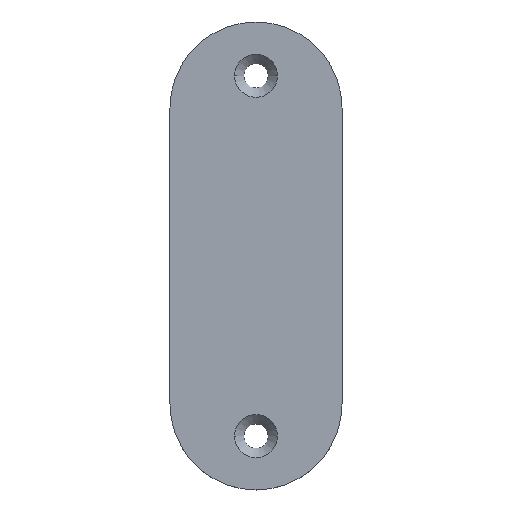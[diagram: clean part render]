
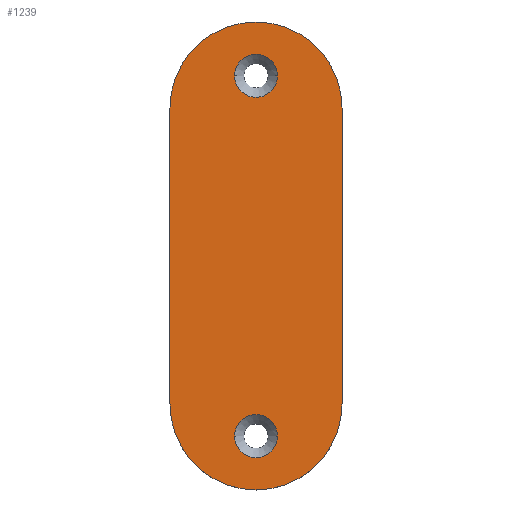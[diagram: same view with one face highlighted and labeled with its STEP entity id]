
A CAD part, top view. The second image highlights one B-rep face of the part: STEP entity #1239.
In plain terms, the highlighted planar face has unit normal (0, 0, 1).
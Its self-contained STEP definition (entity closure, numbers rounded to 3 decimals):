
#71 = DIRECTION ( 'NONE',  ( 1., 0., 0. ) ) ;
#96 = DIRECTION ( 'NONE',  ( 0., 1., 0. ) ) ;
#467 = AXIS2_PLACEMENT_3D ( 'NONE', #8721, #5484, #1323 ) ;
#527 = CARTESIAN_POINT ( 'NONE',  ( -16., -27.5, 6. ) ) ;
#553 = ORIENTED_EDGE ( 'NONE', *, *, #1621, .T. ) ;
#568 = DIRECTION ( 'NONE',  ( 1., 0., 0. ) ) ;
#623 = DIRECTION ( 'NONE',  ( 0., 0., -1. ) ) ;
#654 = VECTOR ( 'NONE', #96, 1000. ) ;
#696 = CARTESIAN_POINT ( 'NONE',  ( 16., -27.5, 6. ) ) ;
#725 = CARTESIAN_POINT ( 'NONE',  ( 0., 27.5, 6. ) ) ;
#954 = EDGE_LOOP ( 'NONE', ( #553, #8132 ) ) ;
#1053 = EDGE_CURVE ( 'NONE', #3787, #2385, #4429, .T. ) ;
#1172 = PLANE ( 'NONE',  #467 ) ;
#1239 = ADVANCED_FACE ( 'NONE', ( #4908, #3487, #8214 ), #1172, .T. ) ;
#1270 = CARTESIAN_POINT ( 'NONE',  ( 4., 33.5, 6. ) ) ;
#1323 = DIRECTION ( 'NONE',  ( 1., 0., 0. ) ) ;
#1349 = EDGE_CURVE ( 'NONE', #4611, #1505, #1990, .T. ) ;
#1505 = VERTEX_POINT ( 'NONE', #7253 ) ;
#1621 = EDGE_CURVE ( 'NONE', #5137, #2258, #2306, .T. ) ;
#1626 = DIRECTION ( 'NONE',  ( 1., 0., 0. ) ) ;
#1837 = DIRECTION ( 'NONE',  ( 0., 0., -1. ) ) ;
#1931 = ORIENTED_EDGE ( 'NONE', *, *, #3588, .T. ) ;
#1990 = CIRCLE ( 'NONE', #8305, 16. ) ;
#2050 = CIRCLE ( 'NONE', #6888, 16. ) ;
#2081 = CARTESIAN_POINT ( 'NONE',  ( 0., -33.5, 6. ) ) ;
#2087 = EDGE_CURVE ( 'NONE', #4685, #4611, #6281, .T. ) ;
#2169 = CARTESIAN_POINT ( 'NONE',  ( 0., -43.5, 6. ) ) ;
#2258 = VERTEX_POINT ( 'NONE', #8150 ) ;
#2306 = CIRCLE ( 'NONE', #3692, 4. ) ;
#2385 = VERTEX_POINT ( 'NONE', #696 ) ;
#2395 = AXIS2_PLACEMENT_3D ( 'NONE', #3507, #8309, #4196 ) ;
#2475 = LINE ( 'NONE', #2693, #654 ) ;
#2593 = CIRCLE ( 'NONE', #5632, 4. ) ;
#2673 = EDGE_CURVE ( 'NONE', #4712, #7614, #2593, .T. ) ;
#2693 = CARTESIAN_POINT ( 'NONE',  ( 16., 43.5, 6. ) ) ;
#2756 = ORIENTED_EDGE ( 'NONE', *, *, #1349, .T. ) ;
#2760 = VECTOR ( 'NONE', #4730, 1000. ) ;
#2808 = EDGE_CURVE ( 'NONE', #7614, #4712, #7521, .T. ) ;
#2896 = CARTESIAN_POINT ( 'NONE',  ( 4., -33.5, 6. ) ) ;
#2937 = ORIENTED_EDGE ( 'NONE', *, *, #2087, .T. ) ;
#2968 = AXIS2_PLACEMENT_3D ( 'NONE', #5404, #1837, #3953 ) ;
#2971 = CARTESIAN_POINT ( 'NONE',  ( 0., 27.5, 6. ) ) ;
#3444 = DIRECTION ( 'NONE',  ( 1., 0., 0. ) ) ;
#3487 = FACE_BOUND ( 'NONE', #954, .T. ) ;
#3507 = CARTESIAN_POINT ( 'NONE',  ( 0., -33.5, 6. ) ) ;
#3588 = EDGE_CURVE ( 'NONE', #5344, #3787, #2050, .T. ) ;
#3692 = AXIS2_PLACEMENT_3D ( 'NONE', #5369, #8146, #8117 ) ;
#3787 = VERTEX_POINT ( 'NONE', #2169 ) ;
#3818 = AXIS2_PLACEMENT_3D ( 'NONE', #6168, #4104, #3444 ) ;
#3864 = ORIENTED_EDGE ( 'NONE', *, *, #1053, .T. ) ;
#3953 = DIRECTION ( 'NONE',  ( 1., 0., 0. ) ) ;
#3990 = ORIENTED_EDGE ( 'NONE', *, *, #7946, .T. ) ;
#4058 = AXIS2_PLACEMENT_3D ( 'NONE', #2971, #4372, #1626 ) ;
#4104 = DIRECTION ( 'NONE',  ( 0., 0., 1. ) ) ;
#4150 = ORIENTED_EDGE ( 'NONE', *, *, #5904, .T. ) ;
#4196 = DIRECTION ( 'NONE',  ( 1., 0., 0. ) ) ;
#4325 = ORIENTED_EDGE ( 'NONE', *, *, #2808, .T. ) ;
#4372 = DIRECTION ( 'NONE',  ( 0., 0., 1. ) ) ;
#4429 = CIRCLE ( 'NONE', #3818, 16. ) ;
#4611 = VERTEX_POINT ( 'NONE', #7019 ) ;
#4660 = DIRECTION ( 'NONE',  ( 0., 0., 1. ) ) ;
#4685 = VERTEX_POINT ( 'NONE', #4951 ) ;
#4712 = VERTEX_POINT ( 'NONE', #5099 ) ;
#4730 = DIRECTION ( 'NONE',  ( 0., -1., 0. ) ) ;
#4908 = FACE_BOUND ( 'NONE', #5013, .T. ) ;
#4951 = CARTESIAN_POINT ( 'NONE',  ( 16., 27.5, 6. ) ) ;
#5013 = EDGE_LOOP ( 'NONE', ( #4325, #5073 ) ) ;
#5073 = ORIENTED_EDGE ( 'NONE', *, *, #2673, .T. ) ;
#5099 = CARTESIAN_POINT ( 'NONE',  ( -4., -33.5, 6. ) ) ;
#5137 = VERTEX_POINT ( 'NONE', #1270 ) ;
#5344 = VERTEX_POINT ( 'NONE', #527 ) ;
#5345 = EDGE_CURVE ( 'NONE', #2258, #5137, #7717, .T. ) ;
#5369 = CARTESIAN_POINT ( 'NONE',  ( 0., 33.5, 6. ) ) ;
#5404 = CARTESIAN_POINT ( 'NONE',  ( 0., 33.5, 6. ) ) ;
#5484 = DIRECTION ( 'NONE',  ( 0., 0., 1. ) ) ;
#5526 = CARTESIAN_POINT ( 'NONE',  ( -16., 43.5, 6. ) ) ;
#5632 = AXIS2_PLACEMENT_3D ( 'NONE', #2081, #623, #6107 ) ;
#5904 = EDGE_CURVE ( 'NONE', #2385, #4685, #2475, .T. ) ;
#6107 = DIRECTION ( 'NONE',  ( 1., 0., 0. ) ) ;
#6168 = CARTESIAN_POINT ( 'NONE',  ( 0., -27.5, 6. ) ) ;
#6281 = CIRCLE ( 'NONE', #4058, 16. ) ;
#6888 = AXIS2_PLACEMENT_3D ( 'NONE', #8124, #4660, #568 ) ;
#6999 = DIRECTION ( 'NONE',  ( 0., 0., 1. ) ) ;
#7019 = CARTESIAN_POINT ( 'NONE',  ( 0., 43.5, 6. ) ) ;
#7253 = CARTESIAN_POINT ( 'NONE',  ( -16., 27.5, 6. ) ) ;
#7521 = CIRCLE ( 'NONE', #2395, 4. ) ;
#7586 = LINE ( 'NONE', #5526, #2760 ) ;
#7614 = VERTEX_POINT ( 'NONE', #2896 ) ;
#7717 = CIRCLE ( 'NONE', #2968, 4. ) ;
#7946 = EDGE_CURVE ( 'NONE', #1505, #5344, #7586, .T. ) ;
#8117 = DIRECTION ( 'NONE',  ( 1., 0., 0. ) ) ;
#8124 = CARTESIAN_POINT ( 'NONE',  ( 0., -27.5, 6. ) ) ;
#8132 = ORIENTED_EDGE ( 'NONE', *, *, #5345, .T. ) ;
#8146 = DIRECTION ( 'NONE',  ( 0., 0., -1. ) ) ;
#8150 = CARTESIAN_POINT ( 'NONE',  ( -4., 33.5, 6. ) ) ;
#8214 = FACE_OUTER_BOUND ( 'NONE', #8265, .T. ) ;
#8265 = EDGE_LOOP ( 'NONE', ( #1931, #3864, #4150, #2937, #2756, #3990 ) ) ;
#8305 = AXIS2_PLACEMENT_3D ( 'NONE', #725, #6999, #71 ) ;
#8309 = DIRECTION ( 'NONE',  ( 0., 0., -1. ) ) ;
#8721 = CARTESIAN_POINT ( 'NONE',  ( 0., 0., 6. ) ) ;
